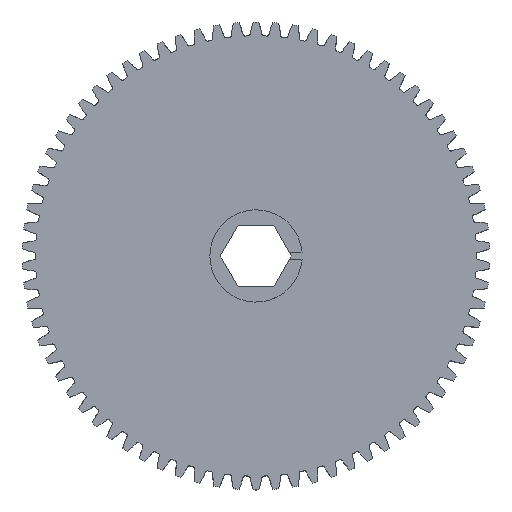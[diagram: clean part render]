
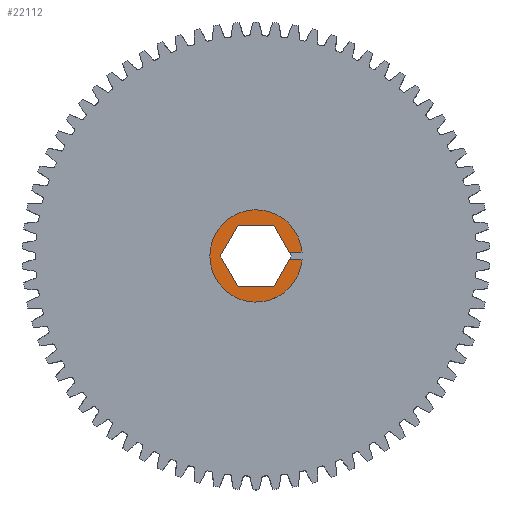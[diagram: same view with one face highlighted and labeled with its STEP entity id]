
A CAD part, top view. The second image highlights one B-rep face of the part: STEP entity #22112.
In plain terms, the highlighted planar face has unit normal (0, 0, 1).
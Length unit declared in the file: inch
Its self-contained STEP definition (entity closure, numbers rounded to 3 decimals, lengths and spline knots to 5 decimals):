
#80 = ORIENTED_EDGE ( 'NONE', *, *, #16307, .T. ) ;
#249 = DIRECTION ( 'NONE',  ( 0., 0., 1. ) ) ;
#339 = CARTESIAN_POINT ( 'NONE',  ( -0.14491, 0.251, 0.249 ) ) ;
#375 = DIRECTION ( 'NONE',  ( 1., 0., 0. ) ) ;
#446 = DIRECTION ( 'NONE',  ( 0., 0., 1. ) ) ;
#576 = AXIS2_PLACEMENT_3D ( 'NONE', #10012, #446, #4137 ) ;
#1178 = CARTESIAN_POINT ( 'NONE',  ( 0.3737, -0.03125, 0.249 ) ) ;
#1411 = CARTESIAN_POINT ( 'NONE',  ( 0.12562, -0.03125, 0.249 ) ) ;
#1539 = LINE ( 'NONE', #1411, #8653 ) ;
#2021 = DIRECTION ( 'NONE',  ( 1., 0., 0. ) ) ;
#2073 = VERTEX_POINT ( 'NONE', #24790 ) ;
#2327 = CARTESIAN_POINT ( 'NONE',  ( 0.14491, -0.251, 0.249 ) ) ;
#3483 = ORIENTED_EDGE ( 'NONE', *, *, #18339, .F. ) ;
#3529 = VECTOR ( 'NONE', #4802, 39.37008 ) ;
#3810 = CARTESIAN_POINT ( 'NONE',  ( -0.14491, -0.251, 0.249 ) ) ;
#3925 = VERTEX_POINT ( 'NONE', #1178 ) ;
#4137 = DIRECTION ( 'NONE',  ( 1., 0., 0. ) ) ;
#4802 = DIRECTION ( 'NONE',  ( -0.5, 0.866, 0. ) ) ;
#4974 = AXIS2_PLACEMENT_3D ( 'NONE', #18372, #23988, #18252 ) ;
#5379 = VERTEX_POINT ( 'NONE', #23569 ) ;
#5484 = ORIENTED_EDGE ( 'NONE', *, *, #9880, .T. ) ;
#6479 = ORIENTED_EDGE ( 'NONE', *, *, #15725, .F. ) ;
#6489 = DIRECTION ( 'NONE',  ( -1., 0., 0. ) ) ;
#7032 = ORIENTED_EDGE ( 'NONE', *, *, #16960, .F. ) ;
#7077 = VECTOR ( 'NONE', #11539, 39.37008 ) ;
#7124 = EDGE_CURVE ( 'NONE', #17599, #24990, #13993, .T. ) ;
#7301 = VERTEX_POINT ( 'NONE', #339 ) ;
#7755 = VERTEX_POINT ( 'NONE', #17158 ) ;
#8653 = VECTOR ( 'NONE', #21038, 39.37008 ) ;
#9101 = LINE ( 'NONE', #12813, #23695 ) ;
#9353 = ORIENTED_EDGE ( 'NONE', *, *, #13826, .F. ) ;
#9381 = CARTESIAN_POINT ( 'NONE',  ( 0.14491, 0.251, 0.249 ) ) ;
#9481 = CARTESIAN_POINT ( 'NONE',  ( -0.28983, 0., 0.249 ) ) ;
#9849 = LINE ( 'NONE', #21075, #11948 ) ;
#9880 = EDGE_CURVE ( 'NONE', #7755, #2073, #16991, .T. ) ;
#9924 = LINE ( 'NONE', #16051, #15601 ) ;
#9934 = EDGE_CURVE ( 'NONE', #22583, #13661, #23316, .T. ) ;
#10012 = CARTESIAN_POINT ( 'NONE',  ( 0., 0., 0.249 ) ) ;
#11268 = DIRECTION ( 'NONE',  ( 0.5, 0.866, 0. ) ) ;
#11539 = DIRECTION ( 'NONE',  ( -1., 0., 0. ) ) ;
#11934 = CARTESIAN_POINT ( 'NONE',  ( -0.14491, -0.251, 0.249 ) ) ;
#11948 = VECTOR ( 'NONE', #11268, 39.37008 ) ;
#12752 = CIRCLE ( 'NONE', #4974, 0.375 ) ;
#12767 = EDGE_CURVE ( 'NONE', #24990, #7301, #13334, .T. ) ;
#12813 = CARTESIAN_POINT ( 'NONE',  ( -0.14491, 0.251, 0.249 ) ) ;
#12906 = DIRECTION ( 'NONE',  ( 0.5, -0.866, 0. ) ) ;
#13334 = LINE ( 'NONE', #9381, #7077 ) ;
#13661 = VERTEX_POINT ( 'NONE', #2327 ) ;
#13826 = EDGE_CURVE ( 'NONE', #21262, #22583, #14813, .T. ) ;
#13993 = LINE ( 'NONE', #20234, #3529 ) ;
#14414 = VECTOR ( 'NONE', #12906, 39.37008 ) ;
#14775 = EDGE_CURVE ( 'NONE', #13661, #5379, #9849, .T. ) ;
#14813 = LINE ( 'NONE', #16848, #14414 ) ;
#15359 = ORIENTED_EDGE ( 'NONE', *, *, #14775, .F. ) ;
#15601 = VECTOR ( 'NONE', #6489, 39.37008 ) ;
#15725 = EDGE_CURVE ( 'NONE', #7755, #17599, #9924, .T. ) ;
#16051 = CARTESIAN_POINT ( 'NONE',  ( 0.12562, 0.03125, 0.249 ) ) ;
#16307 = EDGE_CURVE ( 'NONE', #2073, #3925, #12752, .T. ) ;
#16848 = CARTESIAN_POINT ( 'NONE',  ( -0.28983, 0., 0.249 ) ) ;
#16960 = EDGE_CURVE ( 'NONE', #5379, #3925, #1539, .T. ) ;
#16991 = CIRCLE ( 'NONE', #21060, 0.375 ) ;
#17158 = CARTESIAN_POINT ( 'NONE',  ( 0.3737, 0.03125, 0.249 ) ) ;
#17198 = ORIENTED_EDGE ( 'NONE', *, *, #7124, .F. ) ;
#17599 = VERTEX_POINT ( 'NONE', #25239 ) ;
#17982 = CARTESIAN_POINT ( 'NONE',  ( 0., 0., 0.249 ) ) ;
#18252 = DIRECTION ( 'NONE',  ( 1., 0., 0. ) ) ;
#18339 = EDGE_CURVE ( 'NONE', #7301, #21262, #9101, .T. ) ;
#18372 = CARTESIAN_POINT ( 'NONE',  ( 0., 0., 0.249 ) ) ;
#19959 = PLANE ( 'NONE',  #576 ) ;
#20234 = CARTESIAN_POINT ( 'NONE',  ( 0.28983, 0., 0.249 ) ) ;
#20251 = VECTOR ( 'NONE', #2021, 39.37008 ) ;
#20827 = DIRECTION ( 'NONE',  ( -0.5, -0.866, 0. ) ) ;
#20973 = CARTESIAN_POINT ( 'NONE',  ( 0.14491, 0.251, 0.249 ) ) ;
#21038 = DIRECTION ( 'NONE',  ( 1., 0., 0. ) ) ;
#21060 = AXIS2_PLACEMENT_3D ( 'NONE', #17982, #249, #375 ) ;
#21075 = CARTESIAN_POINT ( 'NONE',  ( 0.14491, -0.251, 0.249 ) ) ;
#21262 = VERTEX_POINT ( 'NONE', #9481 ) ;
#22112 = ADVANCED_FACE ( 'NONE', ( #23523 ), #19959, .T. ) ;
#22583 = VERTEX_POINT ( 'NONE', #11934 ) ;
#23316 = LINE ( 'NONE', #3810, #20251 ) ;
#23523 = FACE_OUTER_BOUND ( 'NONE', #23804, .T. ) ;
#23569 = CARTESIAN_POINT ( 'NONE',  ( 0.27179, -0.03125, 0.249 ) ) ;
#23695 = VECTOR ( 'NONE', #20827, 39.37008 ) ;
#23804 = EDGE_LOOP ( 'NONE', ( #6479, #5484, #80, #7032, #15359, #25153, #9353, #3483, #24762, #17198 ) ) ;
#23988 = DIRECTION ( 'NONE',  ( 0., 0., 1. ) ) ;
#24762 = ORIENTED_EDGE ( 'NONE', *, *, #12767, .F. ) ;
#24790 = CARTESIAN_POINT ( 'NONE',  ( -0.375, 0., 0.249 ) ) ;
#24990 = VERTEX_POINT ( 'NONE', #20973 ) ;
#25153 = ORIENTED_EDGE ( 'NONE', *, *, #9934, .F. ) ;
#25239 = CARTESIAN_POINT ( 'NONE',  ( 0.27179, 0.03125, 0.249 ) ) ;
